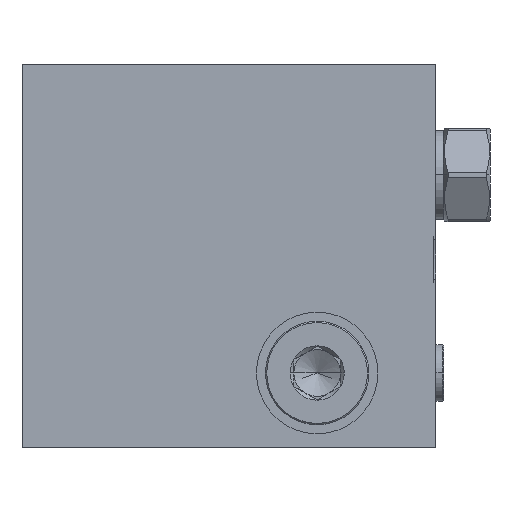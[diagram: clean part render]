
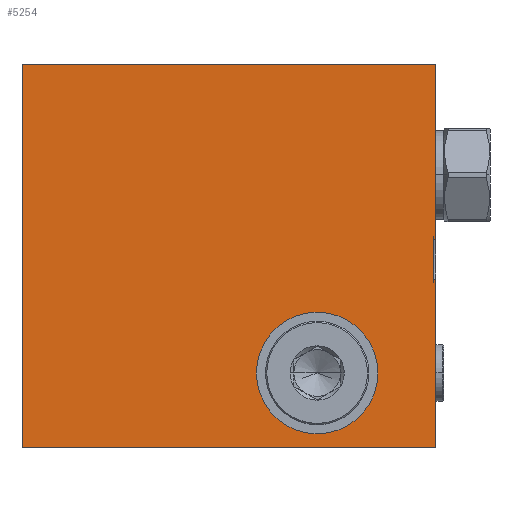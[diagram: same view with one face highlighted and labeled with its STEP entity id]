
A CAD part, left-side view. The second image highlights one B-rep face of the part: STEP entity #5254.
In plain terms, the highlighted planar face has unit normal (-1, 0, 0).
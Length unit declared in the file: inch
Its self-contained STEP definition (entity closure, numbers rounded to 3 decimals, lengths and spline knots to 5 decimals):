
#1=DIRECTION('',(0.,-1.,0.));
#2=VECTOR('',#1,5.);
#3=CARTESIAN_POINT('',(0.,0.,0.));
#4=LINE('',#3,#2);
#37=CARTESIAN_POINT('',(0.,-3.567,0.906));
#38=DIRECTION('',(1.,0.,0.));
#39=DIRECTION('',(0.,0.,-1.));
#40=AXIS2_PLACEMENT_3D('',#37,#38,#39);
#42=CARTESIAN_POINT('',(0.,-3.567,0.906));
#43=DIRECTION('',(1.,0.,0.));
#44=DIRECTION('',(0.,0.,1.));
#45=AXIS2_PLACEMENT_3D('',#42,#43,#44);
#47=DIRECTION('',(0.,1.,0.));
#48=VECTOR('',#47,0.032);
#49=CARTESIAN_POINT('',(0.,-5.,2.03999));
#50=LINE('',#49,#48);
#51=DIRECTION('',(0.,0.,1.));
#52=VECTOR('',#51,4.64);
#53=CARTESIAN_POINT('',(0.,0.,0.));
#54=LINE('',#53,#52);
#55=DIRECTION('',(0.,1.,0.));
#56=VECTOR('',#55,0.032);
#57=CARTESIAN_POINT('',(0.,-5.,2.52001));
#58=LINE('',#57,#56);
#59=DIRECTION('',(0.,0.,-1.));
#60=VECTOR('',#59,0.48002);
#61=CARTESIAN_POINT('',(0.,-4.968,2.52001));
#62=LINE('',#61,#60);
#1748=DIRECTION('',(0.,-1.,0.));
#1749=VECTOR('',#1748,5.);
#1750=CARTESIAN_POINT('',(0.,0.,4.64));
#1751=LINE('',#1750,#1749);
#1882=DIRECTION('',(0.,0.,1.));
#1883=VECTOR('',#1882,2.11999);
#1884=CARTESIAN_POINT('',(0.,-5.,2.52001));
#1885=LINE('',#1884,#1883);
#1886=DIRECTION('',(0.,0.,1.));
#1887=VECTOR('',#1886,2.03999);
#1888=CARTESIAN_POINT('',(0.,-5.,0.));
#1889=LINE('',#1888,#1887);
#4579=CARTESIAN_POINT('',(0.,0.,0.));
#4580=CARTESIAN_POINT('',(0.,-5.,0.));
#4581=VERTEX_POINT('',#4579);
#4582=VERTEX_POINT('',#4580);
#4587=CARTESIAN_POINT('',(0.,0.,4.64));
#4588=CARTESIAN_POINT('',(0.,-5.,4.64));
#4589=VERTEX_POINT('',#4587);
#4590=VERTEX_POINT('',#4588);
#4623=CARTESIAN_POINT('',(0.,-3.567,0.1715));
#4624=CARTESIAN_POINT('',(0.,-3.567,1.6405));
#4625=VERTEX_POINT('',#4623);
#4626=VERTEX_POINT('',#4624);
#4959=CARTESIAN_POINT('',(0.,-5.,2.03999));
#4960=CARTESIAN_POINT('',(0.,-4.968,2.03999));
#4961=VERTEX_POINT('',#4959);
#4962=VERTEX_POINT('',#4960);
#4963=CARTESIAN_POINT('',(0.,-5.,2.52001));
#4964=CARTESIAN_POINT('',(0.,-4.968,2.52001));
#4965=VERTEX_POINT('',#4963);
#4966=VERTEX_POINT('',#4964);
#5226=CARTESIAN_POINT('',(0.,0.,0.));
#5227=DIRECTION('',(-1.,0.,0.));
#5228=DIRECTION('',(0.,-1.,0.));
#5229=AXIS2_PLACEMENT_3D('',#5226,#5227,#5228);
#5230=PLANE('',#5229);
#5232=ORIENTED_EDGE('',*,*,#5231,.F.);
#5234=ORIENTED_EDGE('',*,*,#5233,.F.);
#5235=ORIENTED_EDGE('',*,*,#5203,.F.);
#5237=ORIENTED_EDGE('',*,*,#5236,.T.);
#5239=ORIENTED_EDGE('',*,*,#5238,.T.);
#5241=ORIENTED_EDGE('',*,*,#5240,.F.);
#5243=ORIENTED_EDGE('',*,*,#5242,.T.);
#5245=ORIENTED_EDGE('',*,*,#5244,.T.);
#5246=EDGE_LOOP('',(#5232,#5234,#5235,#5237,#5239,#5241,#5243,#5245));
#5247=FACE_OUTER_BOUND('',#5246,.F.);
#5249=ORIENTED_EDGE('',*,*,#5248,.F.);
#5251=ORIENTED_EDGE('',*,*,#5250,.F.);
#5252=EDGE_LOOP('',(#5249,#5251));
#5253=FACE_BOUND('',#5252,.F.);
#5254=ADVANCED_FACE('',(#5247,#5253),#5230,.T.);
#41=CIRCLE('',#40,0.7345);
#46=CIRCLE('',#45,0.7345);
#5203=EDGE_CURVE('',#4581,#4582,#4,.T.);
#5231=EDGE_CURVE('',#4961,#4962,#50,.T.);
#5233=EDGE_CURVE('',#4582,#4961,#1889,.T.);
#5236=EDGE_CURVE('',#4581,#4589,#54,.T.);
#5238=EDGE_CURVE('',#4589,#4590,#1751,.T.);
#5240=EDGE_CURVE('',#4965,#4590,#1885,.T.);
#5242=EDGE_CURVE('',#4965,#4966,#58,.T.);
#5244=EDGE_CURVE('',#4966,#4962,#62,.T.);
#5248=EDGE_CURVE('',#4625,#4626,#41,.T.);
#5250=EDGE_CURVE('',#4626,#4625,#46,.T.);
